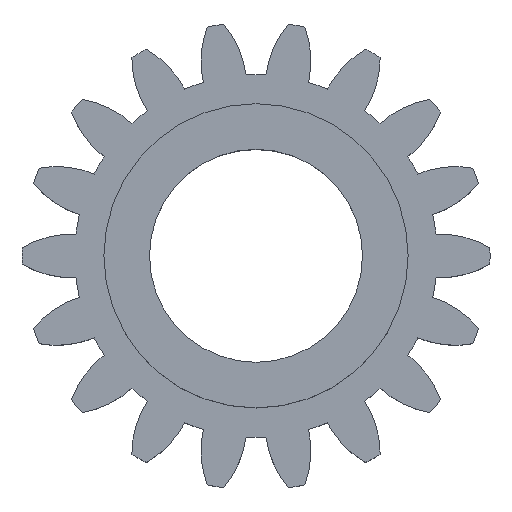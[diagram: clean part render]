
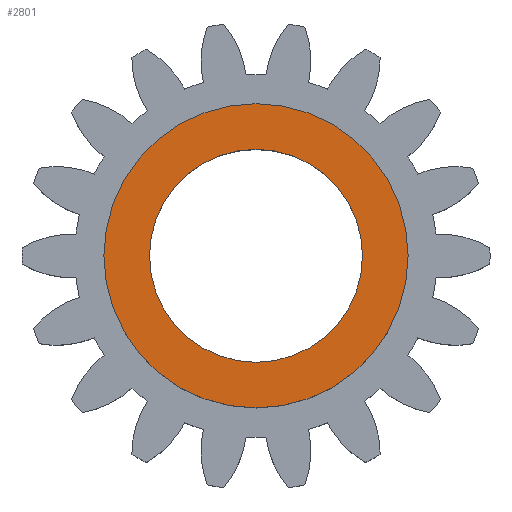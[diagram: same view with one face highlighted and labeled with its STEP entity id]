
A CAD part, top view. The second image highlights one B-rep face of the part: STEP entity #2801.
In plain terms, the highlighted planar face has unit normal (0, 0, 1).
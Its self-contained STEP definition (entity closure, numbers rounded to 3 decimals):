
#2723=CARTESIAN_POINT('',(-4.55,0.,6.));
#2724=VERTEX_POINT('',#2723);
#2734=CARTESIAN_POINT('',(4.55,-0.,6.));
#2735=VERTEX_POINT('',#2734);
#2736=CARTESIAN_POINT('',(-0.,0.,6.));
#2737=DIRECTION('',(0.,0.,1.));
#2738=DIRECTION('',(1.,0.,-0.));
#2739=AXIS2_PLACEMENT_3D('',#2736,#2737,#2738);
#2740=CIRCLE('',#2739,4.55);
#2741=EDGE_CURVE('',#2724,#2735,#2740,.T.);
#2743=CARTESIAN_POINT('',(-0.,0.,6.));
#2744=DIRECTION('',(0.,0.,1.));
#2745=DIRECTION('',(1.,0.,-0.));
#2746=AXIS2_PLACEMENT_3D('',#2743,#2744,#2745);
#2747=CIRCLE('',#2746,4.55);
#2748=EDGE_CURVE('',#2735,#2724,#2747,.T.);
#2758=CARTESIAN_POINT('',(-6.5,0.,6.));
#2759=VERTEX_POINT('',#2758);
#2766=CARTESIAN_POINT('',(6.5,-0.,6.));
#2767=VERTEX_POINT('',#2766);
#2768=CARTESIAN_POINT('',(-0.,0.,6.));
#2769=DIRECTION('',(0.,0.,1.));
#2770=DIRECTION('',(1.,0.,-0.));
#2771=AXIS2_PLACEMENT_3D('',#2768,#2769,#2770);
#2772=CIRCLE('',#2771,6.5);
#2773=EDGE_CURVE('',#2767,#2759,#2772,.T.);
#2775=CARTESIAN_POINT('',(-0.,0.,6.));
#2776=DIRECTION('',(0.,0.,1.));
#2777=DIRECTION('',(1.,0.,-0.));
#2778=AXIS2_PLACEMENT_3D('',#2775,#2776,#2777);
#2779=CIRCLE('',#2778,6.5);
#2780=EDGE_CURVE('',#2759,#2767,#2779,.T.);
#2788=CARTESIAN_POINT('',(0.,0.,6.));
#2789=DIRECTION('',(0.,0.,1.));
#2790=DIRECTION('',(1.,0.,0.));
#2791=AXIS2_PLACEMENT_3D('',#2788,#2789,#2790);
#2792=PLANE('',#2791);
#2793=ORIENTED_EDGE('',*,*,#2773,.T.);
#2794=ORIENTED_EDGE('',*,*,#2780,.T.);
#2795=EDGE_LOOP('',(#2793,#2794));
#2796=FACE_BOUND('',#2795,.T.);
#2797=ORIENTED_EDGE('',*,*,#2741,.F.);
#2798=ORIENTED_EDGE('',*,*,#2748,.F.);
#2799=EDGE_LOOP('',(#2797,#2798));
#2800=FACE_BOUND('',#2799,.T.);
#2801=ADVANCED_FACE('',(#2796,#2800),#2792,.T.);
